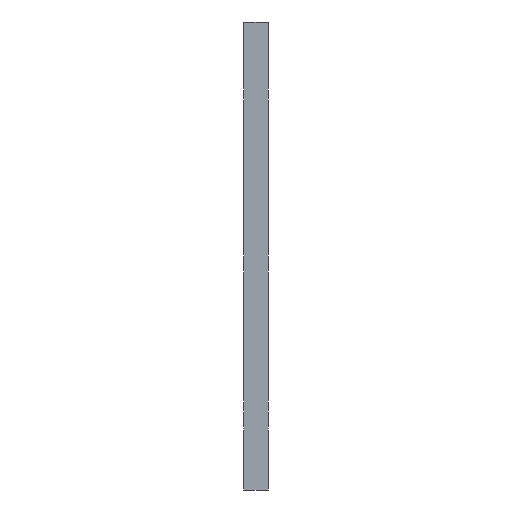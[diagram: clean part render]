
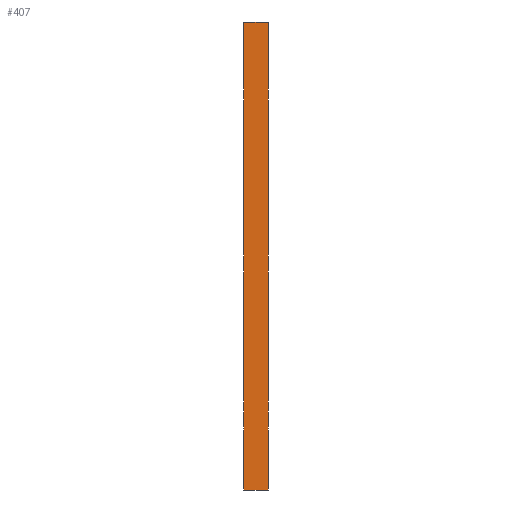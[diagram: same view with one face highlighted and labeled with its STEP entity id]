
A CAD part, front view. The second image highlights one B-rep face of the part: STEP entity #407.
In plain terms, the highlighted planar face has unit normal (0, -1, 0).
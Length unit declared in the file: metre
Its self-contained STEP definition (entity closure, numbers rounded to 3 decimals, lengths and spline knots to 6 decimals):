
#407 = ADVANCED_FACE( 'NONE', ( #1040 ), #1041, .T. );
#1040 = FACE_OUTER_BOUND( '', #1751, .T. );
#1041 = PLANE( '', #1752 );
#1751 = EDGE_LOOP( '', ( #3112, #3113, #3114, #3115 ) );
#1752 = AXIS2_PLACEMENT_3D( '', #3116, #3117, #3118 );
#3112 = ORIENTED_EDGE( '', *, *, #3791, .F. );
#3113 = ORIENTED_EDGE( '', *, *, #4157, .F. );
#3114 = ORIENTED_EDGE( '', *, *, #3968, .F. );
#3115 = ORIENTED_EDGE( '', *, *, #3732, .F. );
#3116 = CARTESIAN_POINT( '', ( 0., 0., 0. ) );
#3117 = DIRECTION( '', ( 0., -1., 0. ) );
#3118 = DIRECTION( '', ( 0., 0., -1. ) );
#3732 = EDGE_CURVE( 'NONE', #4441, #4442, #4443, .T. );
#3791 = EDGE_CURVE( 'NONE', #4544, #4441, #4545, .T. );
#3968 = EDGE_CURVE( 'NONE', #4442, #4866, #4867, .T. );
#4157 = EDGE_CURVE( 'NONE', #4866, #4544, #5174, .T. );
#4441 = VERTEX_POINT( 'NONE', #5490 );
#4442 = VERTEX_POINT( 'NONE', #5491 );
#4443 = LINE( '', #5492, #5493 );
#4544 = VERTEX_POINT( 'NONE', #5616 );
#4545 = LINE( '', #5617, #5618 );
#4866 = VERTEX_POINT( 'NONE', #6012 );
#4867 = LINE( '', #6013, #6014 );
#5174 = LINE( '', #6409, #6410 );
#5490 = CARTESIAN_POINT( '', ( -0.0215, 0., -0.0455 ) );
#5491 = CARTESIAN_POINT( '', ( -0.024, 0., -0.0455 ) );
#5492 = CARTESIAN_POINT( '', ( -0.0215, 0., -0.0455 ) );
#5493 = VECTOR( '', #6728, 1. );
#5616 = CARTESIAN_POINT( '', ( -0.0215, 0., 0.0025 ) );
#5617 = CARTESIAN_POINT( '', ( -0.0215, 0., 0. ) );
#5618 = VECTOR( '', #6817, 1. );
#6012 = CARTESIAN_POINT( '', ( -0.024, 0., 0.0025 ) );
#6013 = CARTESIAN_POINT( '', ( -0.024, 0., -0.0455 ) );
#6014 = VECTOR( '', #7170, 1. );
#6409 = CARTESIAN_POINT( '', ( 0.024, 0., 0.0025 ) );
#6410 = VECTOR( '', #7496, 1. );
#6728 = DIRECTION( '', ( -1., 0., 0. ) );
#6817 = DIRECTION( '', ( 0., 0., -1. ) );
#7170 = DIRECTION( '', ( 0., 0., 1. ) );
#7496 = DIRECTION( '', ( 1., 0., 0. ) );
